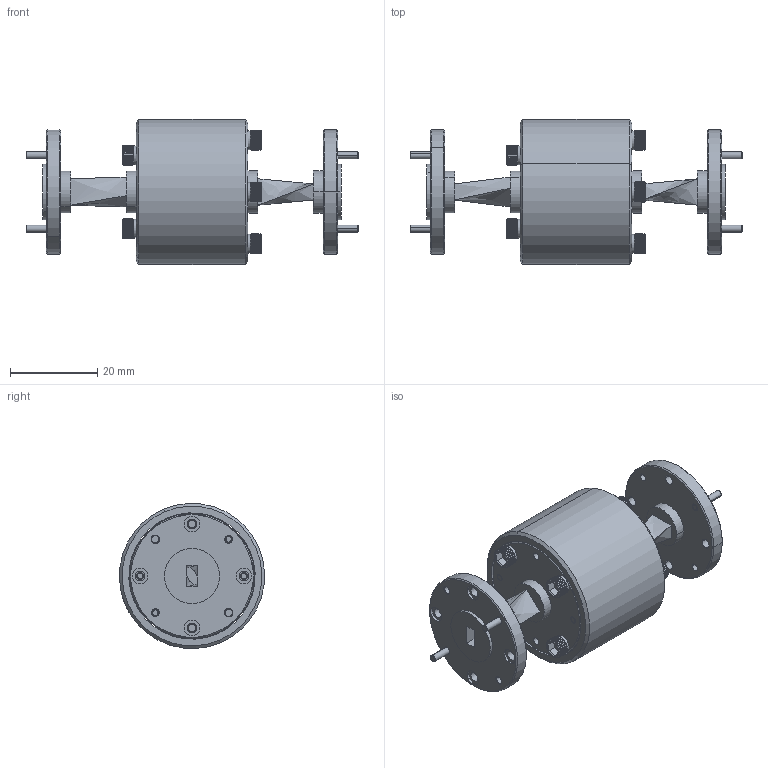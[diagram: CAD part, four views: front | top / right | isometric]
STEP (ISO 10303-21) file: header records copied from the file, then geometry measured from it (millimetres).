
FILE_DESCRIPTION (( 'STEP AP203' ), '1' );
FILE_NAME ('STF-19-91.STEP', '2021-05-19T19:03:36', ( '' ), ( '' ), 'SwSTEP 2.0', 'SolidWorks 2021', '' );
FILE_SCHEMA (( 'CONFIG_CONTROL_DESIGN' ));
Length unit declared in the file: inch
Products named in the file (1): STF-19-91
Bounding box: 76.07 x 33.23 x 33.23 mm (x, y, z)
Volume: 21367.1 mm3; surface area: 19172.2 mm2
Topology: 29 solids, 29 shells, 1795 faces, 4828 edges, 3143 vertices
Faces by surface type: plane 936, cylinder 621, cone 187, bspline 35, torus 16
Entity records: 62997 total; most frequent: CARTESIAN_POINT 20724, ORIENTED_EDGE 9648, DIRECTION 7715, EDGE_CURVE 4824, VERTEX_POINT 3143, AXIS2_PLACEMENT_3D 2962, EDGE_LOOP 1955, ADVANCED_FACE 1795
